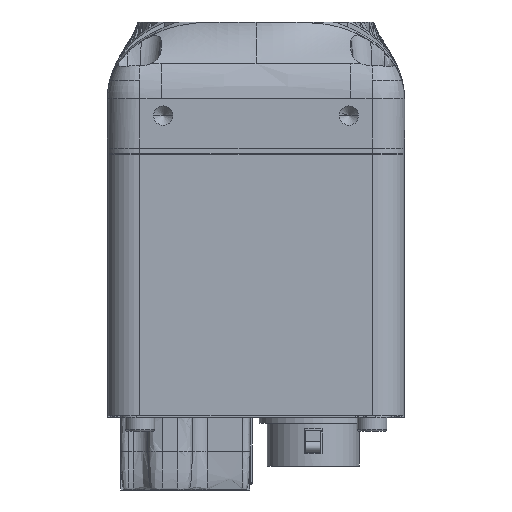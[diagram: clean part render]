
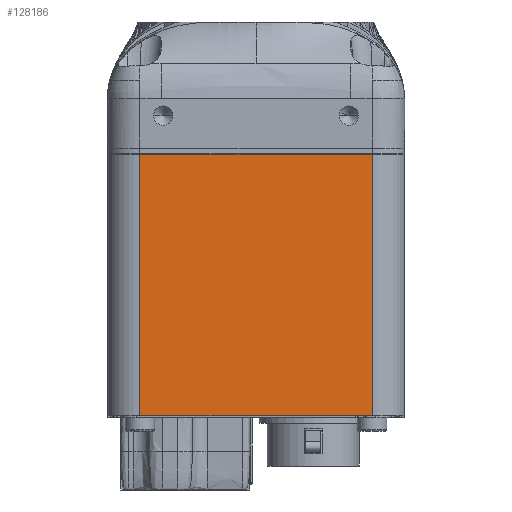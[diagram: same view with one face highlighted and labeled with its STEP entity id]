
A CAD part, front view. The second image highlights one B-rep face of the part: STEP entity #128186.
In plain terms, the highlighted planar face has unit normal (0, -1, 0).
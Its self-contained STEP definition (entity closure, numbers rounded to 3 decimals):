
#6971 = DIRECTION ( 'NONE',  ( 0., 0., 1. ) ) ;
#7136 = VECTOR ( 'NONE', #6971, 1000. ) ;
#8243 = DIRECTION ( 'NONE',  ( 0., 0., -1. ) ) ;
#12674 = VECTOR ( 'NONE', #104252, 1000. ) ;
#18626 = FACE_OUTER_BOUND ( 'NONE', #32376, .T. ) ;
#19710 = EDGE_CURVE ( 'NONE', #55212, #114614, #57379, .T. ) ;
#27702 = LINE ( 'NONE', #80148, #53947 ) ;
#32376 = EDGE_LOOP ( 'NONE', ( #129277, #104116, #71012, #51003 ) ) ;
#33717 = AXIS2_PLACEMENT_3D ( 'NONE', #126742, #72385, #95095 ) ;
#37668 = CARTESIAN_POINT ( 'NONE',  ( 6.221, -16.078, 37.016 ) ) ;
#38762 = PLANE ( 'NONE',  #33717 ) ;
#45119 = CARTESIAN_POINT ( 'NONE',  ( 6.221, -16.078, 3.096 ) ) ;
#50450 = DIRECTION ( 'NONE',  ( -1., 0., 0. ) ) ;
#51003 = ORIENTED_EDGE ( 'NONE', *, *, #97076, .T. ) ;
#53947 = VECTOR ( 'NONE', #8243, 1000. ) ;
#55212 = VERTEX_POINT ( 'NONE', #58779 ) ;
#57379 = LINE ( 'NONE', #69468, #7136 ) ;
#58779 = CARTESIAN_POINT ( 'NONE',  ( -23.779, -16.078, 3.096 ) ) ;
#63650 = EDGE_CURVE ( 'NONE', #79391, #123964, #27702, .T. ) ;
#66116 = CARTESIAN_POINT ( 'NONE',  ( -23.779, -16.078, 37.016 ) ) ;
#69468 = CARTESIAN_POINT ( 'NONE',  ( -23.779, -16.078, 3.096 ) ) ;
#71012 = ORIENTED_EDGE ( 'NONE', *, *, #63650, .F. ) ;
#72385 = DIRECTION ( 'NONE',  ( 0., -1., 0. ) ) ;
#79391 = VERTEX_POINT ( 'NONE', #98376 ) ;
#80049 = LINE ( 'NONE', #37668, #121357 ) ;
#80148 = CARTESIAN_POINT ( 'NONE',  ( 6.221, -16.078, 37.016 ) ) ;
#95095 = DIRECTION ( 'NONE',  ( 0., 0., -1. ) ) ;
#97076 = EDGE_CURVE ( 'NONE', #79391, #114614, #80049, .T. ) ;
#98376 = CARTESIAN_POINT ( 'NONE',  ( 6.221, -16.078, 37.016 ) ) ;
#100029 = EDGE_CURVE ( 'NONE', #123964, #55212, #124452, .T. ) ;
#104116 = ORIENTED_EDGE ( 'NONE', *, *, #100029, .F. ) ;
#104252 = DIRECTION ( 'NONE',  ( -1., 0., 0. ) ) ;
#114614 = VERTEX_POINT ( 'NONE', #66116 ) ;
#121357 = VECTOR ( 'NONE', #50450, 1000. ) ;
#123964 = VERTEX_POINT ( 'NONE', #129832 ) ;
#124452 = LINE ( 'NONE', #45119, #12674 ) ;
#126742 = CARTESIAN_POINT ( 'NONE',  ( 6.221, -16.078, 37.016 ) ) ;
#128186 = ADVANCED_FACE ( 'NONE', ( #18626 ), #38762, .T. ) ;
#129277 = ORIENTED_EDGE ( 'NONE', *, *, #19710, .F. ) ;
#129832 = CARTESIAN_POINT ( 'NONE',  ( 6.221, -16.078, 3.096 ) ) ;
